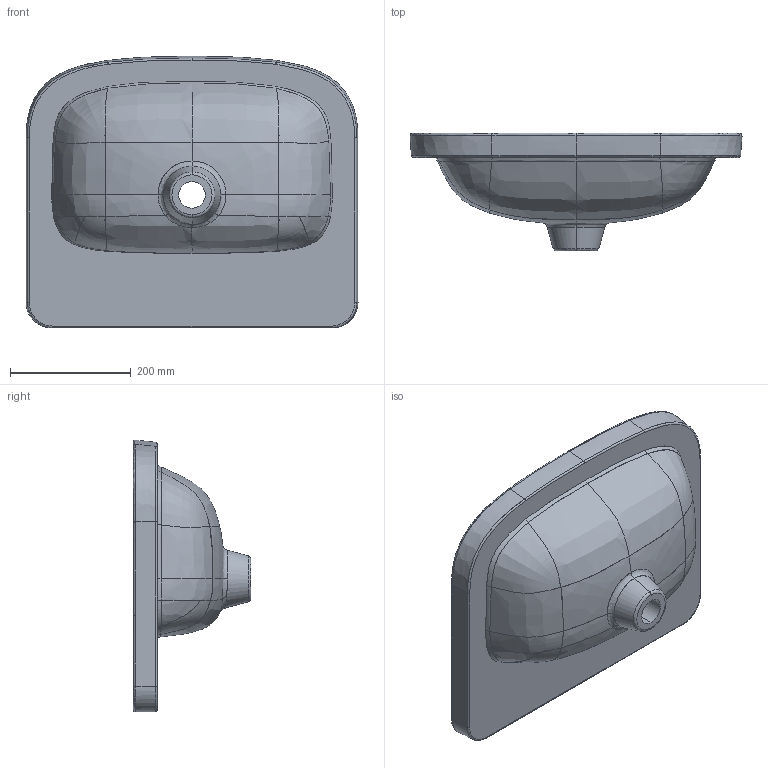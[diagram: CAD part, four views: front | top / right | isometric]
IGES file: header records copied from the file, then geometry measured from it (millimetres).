
Start section:  PTC IGES file: countertop_basin_metrica_21_12_2022.igs
Global section: file name: countertop_basin_metrica_21_12_2022.igs; native system: Creo Parametric by PTC Inc.; preprocessor: 2020053; author: 10127982; organization: Unknown; date: 20221221.110806; units: millimetre
Bounding box: 550.21 x 195 x 450.36 mm (x, y, z)
Surface area: 693406 mm2 (no closed solid volume)
Topology: 0 solids, 0 shells, 148 faces, 678 edges, 670 vertices
Faces by surface type: bspline 123, revolution 25
